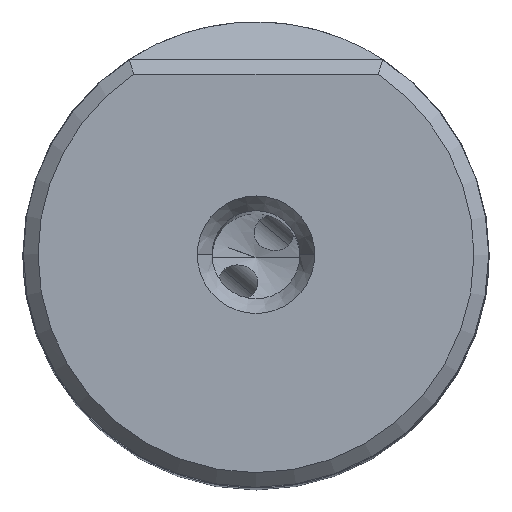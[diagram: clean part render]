
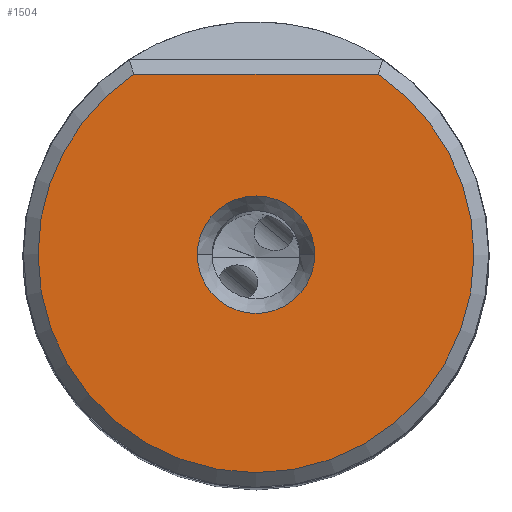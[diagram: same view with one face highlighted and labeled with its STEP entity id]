
A CAD part, top view. The second image highlights one B-rep face of the part: STEP entity #1504.
In plain terms, the highlighted planar face has unit normal (0, 0, 1).
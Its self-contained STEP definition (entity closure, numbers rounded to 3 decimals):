
#358=FACE_BOUND('',#2389,.T.);
#359=FACE_BOUND('',#2390,.T.);
#457=PLANE('',#8435);
#673=LINE('',#16410,#1084);
#1084=VECTOR('',#9862,1.);
#1504=ADVANCED_FACE('',(#358,#359),#457,.T.);
#2389=EDGE_LOOP('',(#3971,#3972,#3973,#3974));
#2390=EDGE_LOOP('',(#3975,#3976));
#3971=ORIENTED_EDGE('',*,*,#6696,.F.);
#3972=ORIENTED_EDGE('',*,*,#6697,.F.);
#3973=ORIENTED_EDGE('',*,*,#6698,.F.);
#3974=ORIENTED_EDGE('',*,*,#6699,.T.);
#3975=ORIENTED_EDGE('',*,*,#6695,.F.);
#3976=ORIENTED_EDGE('',*,*,#6700,.F.);
#5748=VERTEX_POINT('',#16398);
#5749=VERTEX_POINT('',#16400);
#5750=VERTEX_POINT('',#16404);
#5751=VERTEX_POINT('',#16405);
#5752=VERTEX_POINT('',#16407);
#5753=VERTEX_POINT('',#16409);
#6695=EDGE_CURVE('',#5749,#5748,#7481,.T.);
#6696=EDGE_CURVE('',#5750,#5751,#7482,.T.);
#6697=EDGE_CURVE('',#5752,#5750,#7483,.T.);
#6698=EDGE_CURVE('',#5753,#5752,#7484,.T.);
#6699=EDGE_CURVE('',#5753,#5751,#673,.T.);
#6700=EDGE_CURVE('',#5748,#5749,#7485,.T.);
#7481=CIRCLE('',#8429,4.);
#7482=CIRCLE('',#8431,14.84);
#7483=CIRCLE('',#8432,14.84);
#7484=CIRCLE('',#8433,14.84);
#7485=CIRCLE('',#8434,4.);
#8429=AXIS2_PLACEMENT_3D('',#16401,#9852,#9853);
#8431=AXIS2_PLACEMENT_3D('',#16403,#9856,#9857);
#8432=AXIS2_PLACEMENT_3D('',#16406,#9858,#9859);
#8433=AXIS2_PLACEMENT_3D('',#16408,#9860,#9861);
#8434=AXIS2_PLACEMENT_3D('',#16411,#9863,#9864);
#8435=AXIS2_PLACEMENT_3D('',#16412,#9865,#9866);
#9852=DIRECTION('',(0.,0.,1.));
#9853=DIRECTION('',(-1.,0.,0.));
#9856=DIRECTION('',(0.,0.,-1.));
#9857=DIRECTION('',(-1.,0.002,0.));
#9858=DIRECTION('',(0.,0.,-1.));
#9859=DIRECTION('',(1.,-0.002,0.));
#9860=DIRECTION('',(0.,0.,-1.));
#9861=DIRECTION('',(0.561,0.828,0.));
#9862=DIRECTION('',(-1.,0.,0.));
#9863=DIRECTION('',(0.,0.,1.));
#9864=DIRECTION('',(1.,0.,0.));
#9865=DIRECTION('',(0.,0.,1.));
#9866=DIRECTION('',(1.,0.,0.));
#16398=CARTESIAN_POINT('',(4.,0.,0.));
#16400=CARTESIAN_POINT('',(-4.,0.,0.));
#16401=CARTESIAN_POINT('',(0.,0.,0.));
#16403=CARTESIAN_POINT('',(0.,0.,0.));
#16404=CARTESIAN_POINT('',(-14.84,0.032,0.));
#16405=CARTESIAN_POINT('',(-8.325,12.285,0.));
#16406=CARTESIAN_POINT('',(0.,0.,0.));
#16407=CARTESIAN_POINT('',(14.84,-0.032,0.));
#16408=CARTESIAN_POINT('',(0.,0.,0.));
#16409=CARTESIAN_POINT('',(8.325,12.285,0.));
#16410=CARTESIAN_POINT('',(8.325,12.285,0.));
#16411=CARTESIAN_POINT('',(0.,0.,0.));
#16412=CARTESIAN_POINT('',(0.,-1.278,0.));
